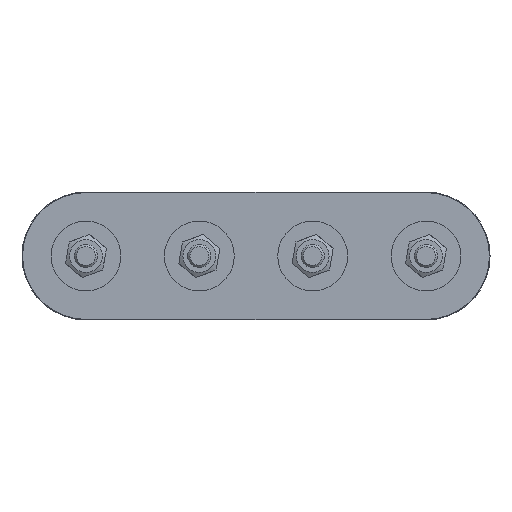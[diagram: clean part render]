
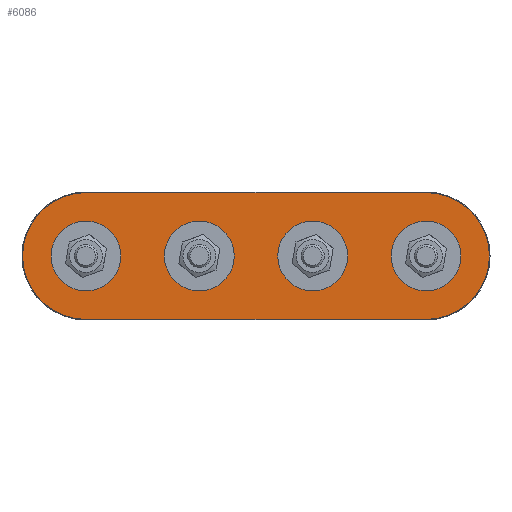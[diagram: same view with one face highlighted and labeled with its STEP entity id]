
A CAD part, front view. The second image highlights one B-rep face of the part: STEP entity #6086.
In plain terms, the highlighted planar face has unit normal (0, -1, 0).
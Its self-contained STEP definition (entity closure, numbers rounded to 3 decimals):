
#429=LINE('',#10948,#569);
#430=LINE('',#10951,#570);
#569=VECTOR('',#8707,10.);
#570=VECTOR('',#8710,10.);
#763=FACE_BOUND('',#1803,.T.);
#764=FACE_BOUND('',#1804,.T.);
#765=FACE_BOUND('',#1805,.T.);
#766=FACE_BOUND('',#1806,.T.);
#1350=FACE_OUTER_BOUND('',#1802,.T.);
#1802=EDGE_LOOP('',(#4999,#5000,#5001,#5002));
#1803=EDGE_LOOP('',(#5003));
#1804=EDGE_LOOP('',(#5004));
#1805=EDGE_LOOP('',(#5005));
#1806=EDGE_LOOP('',(#5006));
#2107=CIRCLE('',#6191,4.);
#2196=CIRCLE('',#6365,4.);
#2285=CIRCLE('',#6539,4.);
#2374=CIRCLE('',#6713,4.);
#2469=CIRCLE('',#6895,21.8);
#2470=CIRCLE('',#6896,21.8);
#2667=VERTEX_POINT('',#9308);
#2780=VERTEX_POINT('',#9724);
#2893=VERTEX_POINT('',#10140);
#3006=VERTEX_POINT('',#10556);
#3115=VERTEX_POINT('',#10944);
#3116=VERTEX_POINT('',#10945);
#3117=VERTEX_POINT('',#10947);
#3118=VERTEX_POINT('',#10949);
#3298=EDGE_CURVE('',#2667,#2667,#2107,.T.);
#3437=EDGE_CURVE('',#2780,#2780,#2196,.T.);
#3576=EDGE_CURVE('',#2893,#2893,#2285,.T.);
#3715=EDGE_CURVE('',#3006,#3006,#2374,.T.);
#3851=EDGE_CURVE('',#3115,#3116,#2469,.T.);
#3852=EDGE_CURVE('',#3117,#3115,#429,.T.);
#3853=EDGE_CURVE('',#3118,#3117,#2470,.T.);
#3854=EDGE_CURVE('',#3116,#3118,#430,.T.);
#4999=ORIENTED_EDGE('',*,*,#3851,.F.);
#5000=ORIENTED_EDGE('',*,*,#3852,.F.);
#5001=ORIENTED_EDGE('',*,*,#3853,.F.);
#5002=ORIENTED_EDGE('',*,*,#3854,.F.);
#5003=ORIENTED_EDGE('',*,*,#3298,.T.);
#5004=ORIENTED_EDGE('',*,*,#3437,.T.);
#5005=ORIENTED_EDGE('',*,*,#3576,.T.);
#5006=ORIENTED_EDGE('',*,*,#3715,.T.);
#5716=PLANE('',#6894);
#6086=ADVANCED_FACE('',(#1350,#763,#764,#765,#766),#5716,.T.);
#6191=AXIS2_PLACEMENT_3D('',#9310,#7198,#7199);
#6365=AXIS2_PLACEMENT_3D('',#9726,#7570,#7571);
#6539=AXIS2_PLACEMENT_3D('',#10142,#7942,#7943);
#6713=AXIS2_PLACEMENT_3D('',#10558,#8314,#8315);
#6894=AXIS2_PLACEMENT_3D('',#10943,#8703,#8704);
#6895=AXIS2_PLACEMENT_3D('',#10946,#8705,#8706);
#6896=AXIS2_PLACEMENT_3D('',#10950,#8708,#8709);
#7198=DIRECTION('center_axis',(0.,1.,0.));
#7199=DIRECTION('ref_axis',(-0.174,0.,-0.985));
#7570=DIRECTION('center_axis',(0.,1.,0.));
#7571=DIRECTION('ref_axis',(-0.174,0.,-0.985));
#7942=DIRECTION('center_axis',(0.,1.,0.));
#7943=DIRECTION('ref_axis',(-0.174,0.,-0.985));
#8314=DIRECTION('center_axis',(0.,1.,0.));
#8315=DIRECTION('ref_axis',(-0.174,0.,-0.985));
#8703=DIRECTION('center_axis',(0.,-1.,0.));
#8704=DIRECTION('ref_axis',(1.,0.,0.));
#8705=DIRECTION('center_axis',(0.,1.,0.));
#8706=DIRECTION('ref_axis',(-1.,0.,0.));
#8707=DIRECTION('',(-1.,0.,0.));
#8708=DIRECTION('center_axis',(0.,1.,0.));
#8709=DIRECTION('ref_axis',(1.,0.,0.));
#8710=DIRECTION('',(1.,0.,0.));
#9308=CARTESIAN_POINT('',(59.195,0.,3.939));
#9310=CARTESIAN_POINT('Origin',(58.5,0.,0.));
#9724=CARTESIAN_POINT('',(20.195,0.,3.939));
#9726=CARTESIAN_POINT('Origin',(19.5,0.,0.));
#10140=CARTESIAN_POINT('',(-18.805,0.,3.939));
#10142=CARTESIAN_POINT('Origin',(-19.5,0.,0.));
#10556=CARTESIAN_POINT('',(-57.805,0.,3.939));
#10558=CARTESIAN_POINT('Origin',(-58.5,0.,0.));
#10943=CARTESIAN_POINT('Origin',(19.5,0.,0.));
#10944=CARTESIAN_POINT('',(-58.5,0.,-21.8));
#10945=CARTESIAN_POINT('',(-58.5,0.,21.8));
#10946=CARTESIAN_POINT('Origin',(-58.5,0.,0.));
#10947=CARTESIAN_POINT('',(58.5,0.,-21.8));
#10948=CARTESIAN_POINT('',(0.,0.,-21.8));
#10949=CARTESIAN_POINT('',(58.5,0.,21.8));
#10950=CARTESIAN_POINT('Origin',(58.5,0.,0.));
#10951=CARTESIAN_POINT('',(39.,0.,21.8));
